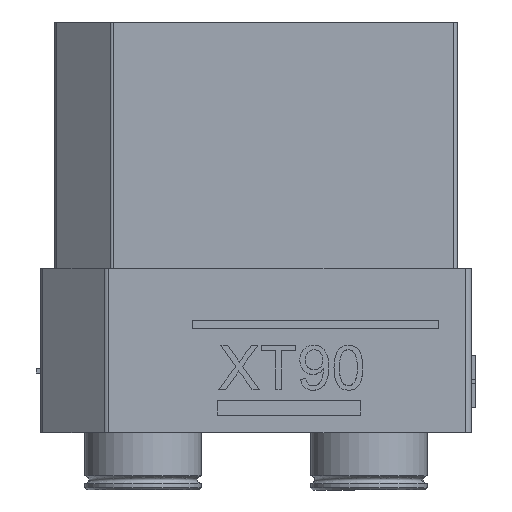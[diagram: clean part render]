
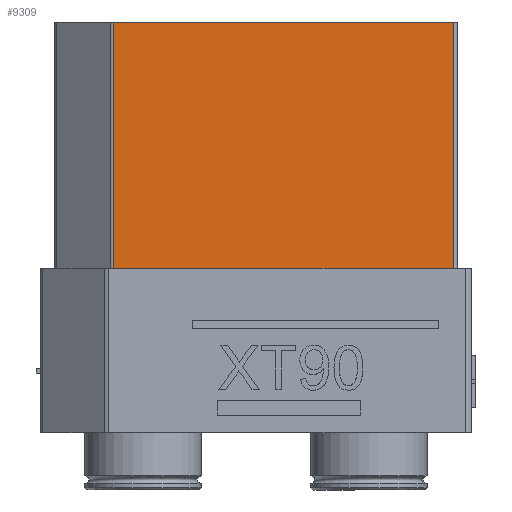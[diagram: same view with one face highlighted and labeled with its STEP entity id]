
A CAD part, front view. The second image highlights one B-rep face of the part: STEP entity #9309.
In plain terms, the highlighted face is planar.
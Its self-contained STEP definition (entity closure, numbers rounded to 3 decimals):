
#1362=FACE_OUTER_BOUND('',#1903,.T.);
#1903=EDGE_LOOP('',(#7931,#7932,#7933,#7934));
#2588=LINE('',#16931,#3362);
#2600=LINE('',#16972,#3374);
#2601=LINE('',#16975,#3375);
#2611=LINE('',#17010,#3385);
#3362=VECTOR('',#10573,10.);
#3374=VECTOR('',#10615,10.);
#3375=VECTOR('',#10618,10.);
#3385=VECTOR('',#10662,10.);
#4280=VERTEX_POINT('',#16928);
#4281=VERTEX_POINT('',#16930);
#4295=VERTEX_POINT('',#16970);
#4296=VERTEX_POINT('',#16974);
#5529=EDGE_CURVE('',#4280,#4281,#2588,.T.);
#5550=EDGE_CURVE('',#4295,#4280,#2600,.T.);
#5551=EDGE_CURVE('',#4281,#4296,#2601,.T.);
#5568=EDGE_CURVE('',#4295,#4296,#2611,.T.);
#7931=ORIENTED_EDGE('',*,*,#5550,.F.);
#7932=ORIENTED_EDGE('',*,*,#5568,.T.);
#7933=ORIENTED_EDGE('',*,*,#5551,.F.);
#7934=ORIENTED_EDGE('',*,*,#5529,.F.);
#8874=PLANE('',#9648);
#9309=ADVANCED_FACE('',(#1362),#8874,.F.);
#9648=AXIS2_PLACEMENT_3D('',#17009,#10660,#10661);
#10573=DIRECTION('',(1.,0.,0.));
#10615=DIRECTION('',(0.,1.,0.));
#10618=DIRECTION('',(0.,-1.,0.));
#10660=DIRECTION('center_axis',(0.,0.,-1.));
#10661=DIRECTION('ref_axis',(1.,0.,0.));
#10662=DIRECTION('',(1.,0.,0.));
#16928=CARTESIAN_POINT('',(13.534,20.,-0.7));
#16930=CARTESIAN_POINT('',(30.1,20.,-0.7));
#16931=CARTESIAN_POINT('',(22.73,20.,-0.7));
#16970=CARTESIAN_POINT('',(13.534,8.,-0.7));
#16972=CARTESIAN_POINT('',(13.534,20.,-0.7));
#16974=CARTESIAN_POINT('',(30.1,8.,-0.7));
#16975=CARTESIAN_POINT('',(30.1,20.,-0.7));
#17009=CARTESIAN_POINT('Origin',(13.459,20.,-0.7));
#17010=CARTESIAN_POINT('',(13.459,8.,-0.7));
